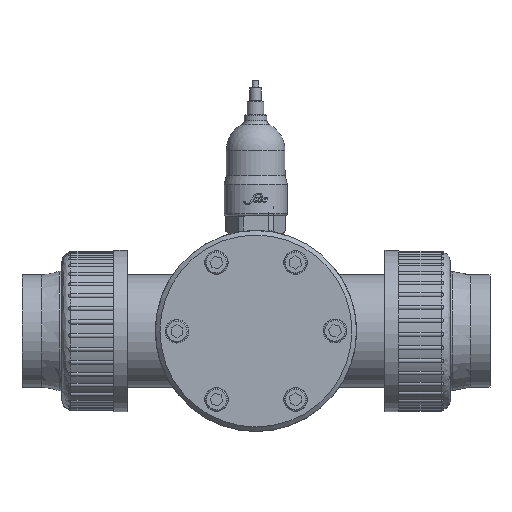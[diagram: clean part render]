
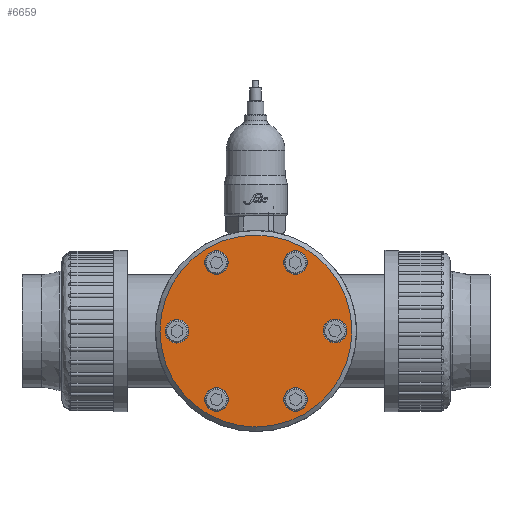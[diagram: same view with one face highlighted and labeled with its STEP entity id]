
A CAD part, front view. The second image highlights one B-rep face of the part: STEP entity #6659.
In plain terms, the highlighted planar face has unit normal (0, -1, 0).
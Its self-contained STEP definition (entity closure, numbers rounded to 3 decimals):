
#149 = DIRECTION ( 'NONE',  ( 0., 0., -1. ) ) ;
#304 = AXIS2_PLACEMENT_3D ( 'NONE', #11552, #10227, #149 ) ;
#751 = CARTESIAN_POINT ( 'NONE',  ( -17.5, 0., -35.561 ) ) ;
#1503 = CARTESIAN_POINT ( 'NONE',  ( 17.5, 0., 30.311 ) ) ;
#1624 = CIRCLE ( 'NONE', #12768, 5.25 ) ;
#1866 = VERTEX_POINT ( 'NONE', #9052 ) ;
#2075 = AXIS2_PLACEMENT_3D ( 'NONE', #13025, #7479, #7395 ) ;
#2692 = CARTESIAN_POINT ( 'NONE',  ( 0., 0., 0. ) ) ;
#2935 = CARTESIAN_POINT ( 'NONE',  ( 17.5, 0., -35.561 ) ) ;
#3144 = FACE_BOUND ( 'NONE', #4806, .T. ) ;
#3868 = CIRCLE ( 'NONE', #9595, 5.25 ) ;
#4200 = FACE_BOUND ( 'NONE', #7129, .T. ) ;
#4448 = CARTESIAN_POINT ( 'NONE',  ( 17.5, 0., 25.061 ) ) ;
#4481 = FACE_BOUND ( 'NONE', #6190, .T. ) ;
#4757 = DIRECTION ( 'NONE',  ( 0., -1., 0. ) ) ;
#4806 = EDGE_LOOP ( 'NONE', ( #12305 ) ) ;
#4995 = AXIS2_PLACEMENT_3D ( 'NONE', #2692, #10049, #7227 ) ;
#5888 = FACE_BOUND ( 'NONE', #16116, .T. ) ;
#6190 = EDGE_LOOP ( 'NONE', ( #10321 ) ) ;
#6659 = ADVANCED_FACE ( 'NONE', ( #5888, #3144, #14364, #17073, #4200, #4481, #8716 ), #14260, .F. ) ;
#6665 = EDGE_CURVE ( 'NONE', #15653, #15653, #12627, .T. ) ;
#7049 = CARTESIAN_POINT ( 'NONE',  ( -17.5, 0., 30.311 ) ) ;
#7129 = EDGE_LOOP ( 'NONE', ( #9894 ) ) ;
#7227 = DIRECTION ( 'NONE',  ( 0., 0., 1. ) ) ;
#7239 = DIRECTION ( 'NONE',  ( 0., -1., 0. ) ) ;
#7387 = CIRCLE ( 'NONE', #11897, 5.25 ) ;
#7395 = DIRECTION ( 'NONE',  ( 0., 0., 1. ) ) ;
#7479 = DIRECTION ( 'NONE',  ( 0., 1., 0. ) ) ;
#7574 = CARTESIAN_POINT ( 'NONE',  ( 35., 0., 0. ) ) ;
#8004 = CIRCLE ( 'NONE', #4995, 42.5 ) ;
#8243 = ORIENTED_EDGE ( 'NONE', *, *, #13365, .T. ) ;
#8363 = DIRECTION ( 'NONE',  ( 0., -1., 0. ) ) ;
#8716 = FACE_OUTER_BOUND ( 'NONE', #13897, .T. ) ;
#8965 = VERTEX_POINT ( 'NONE', #16190 ) ;
#9052 = CARTESIAN_POINT ( 'NONE',  ( 0., 0., 42.5 ) ) ;
#9595 = AXIS2_PLACEMENT_3D ( 'NONE', #16063, #11317, #10433 ) ;
#9894 = ORIENTED_EDGE ( 'NONE', *, *, #14894, .F. ) ;
#10049 = DIRECTION ( 'NONE',  ( 0., -1., 0. ) ) ;
#10227 = DIRECTION ( 'NONE',  ( 0., -1., 0. ) ) ;
#10321 = ORIENTED_EDGE ( 'NONE', *, *, #12620, .F. ) ;
#10433 = DIRECTION ( 'NONE',  ( 0., 0., -1. ) ) ;
#10453 = DIRECTION ( 'NONE',  ( 0., 0., -1. ) ) ;
#10507 = DIRECTION ( 'NONE',  ( 0., 0., -1. ) ) ;
#10560 = VERTEX_POINT ( 'NONE', #11960 ) ;
#10647 = VERTEX_POINT ( 'NONE', #14974 ) ;
#10750 = VERTEX_POINT ( 'NONE', #751 ) ;
#10796 = CIRCLE ( 'NONE', #12577, 5.25 ) ;
#10947 = EDGE_CURVE ( 'NONE', #8965, #8965, #1624, .T. ) ;
#11038 = ORIENTED_EDGE ( 'NONE', *, *, #10947, .F. ) ;
#11209 = DIRECTION ( 'NONE',  ( 0., 0., -1. ) ) ;
#11317 = DIRECTION ( 'NONE',  ( 0., -1., 0. ) ) ;
#11552 = CARTESIAN_POINT ( 'NONE',  ( 17.5, 0., -30.311 ) ) ;
#11613 = VERTEX_POINT ( 'NONE', #4448 ) ;
#11850 = DIRECTION ( 'NONE',  ( 0., -1., 0. ) ) ;
#11897 = AXIS2_PLACEMENT_3D ( 'NONE', #7049, #8363, #11209 ) ;
#11920 = CARTESIAN_POINT ( 'NONE',  ( -17.5, 0., -30.311 ) ) ;
#11960 = CARTESIAN_POINT ( 'NONE',  ( -17.5, 0., 25.061 ) ) ;
#12305 = ORIENTED_EDGE ( 'NONE', *, *, #17655, .F. ) ;
#12577 = AXIS2_PLACEMENT_3D ( 'NONE', #11920, #7239, #17281 ) ;
#12620 = EDGE_CURVE ( 'NONE', #10560, #10560, #7387, .T. ) ;
#12627 = CIRCLE ( 'NONE', #304, 5.25 ) ;
#12768 = AXIS2_PLACEMENT_3D ( 'NONE', #7574, #4757, #10507 ) ;
#13025 = CARTESIAN_POINT ( 'NONE',  ( 0., 0., 0. ) ) ;
#13170 = EDGE_LOOP ( 'NONE', ( #11038 ) ) ;
#13365 = EDGE_CURVE ( 'NONE', #1866, #1866, #8004, .T. ) ;
#13897 = EDGE_LOOP ( 'NONE', ( #8243 ) ) ;
#14260 = PLANE ( 'NONE',  #2075 ) ;
#14364 = FACE_BOUND ( 'NONE', #14869, .T. ) ;
#14576 = ORIENTED_EDGE ( 'NONE', *, *, #16266, .F. ) ;
#14636 = CIRCLE ( 'NONE', #17635, 5.25 ) ;
#14869 = EDGE_LOOP ( 'NONE', ( #15646 ) ) ;
#14894 = EDGE_CURVE ( 'NONE', #11613, #11613, #14636, .T. ) ;
#14974 = CARTESIAN_POINT ( 'NONE',  ( -35., 0., -5.25 ) ) ;
#15646 = ORIENTED_EDGE ( 'NONE', *, *, #6665, .F. ) ;
#15653 = VERTEX_POINT ( 'NONE', #2935 ) ;
#16063 = CARTESIAN_POINT ( 'NONE',  ( -35., 0., 0. ) ) ;
#16116 = EDGE_LOOP ( 'NONE', ( #14576 ) ) ;
#16190 = CARTESIAN_POINT ( 'NONE',  ( 35., 0., -5.25 ) ) ;
#16266 = EDGE_CURVE ( 'NONE', #10647, #10647, #3868, .T. ) ;
#17073 = FACE_BOUND ( 'NONE', #13170, .T. ) ;
#17281 = DIRECTION ( 'NONE',  ( 0., 0., -1. ) ) ;
#17635 = AXIS2_PLACEMENT_3D ( 'NONE', #1503, #11850, #10453 ) ;
#17655 = EDGE_CURVE ( 'NONE', #10750, #10750, #10796, .T. ) ;
